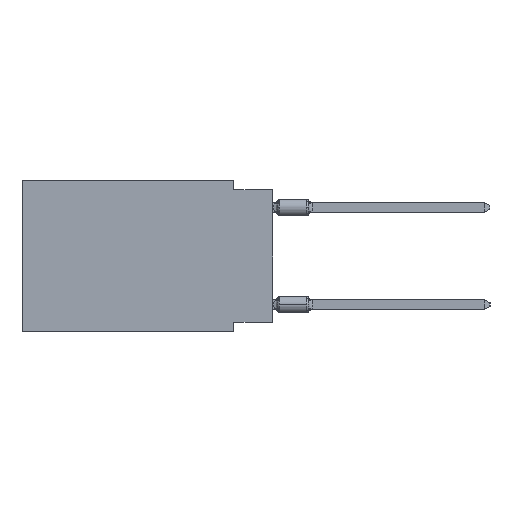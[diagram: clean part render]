
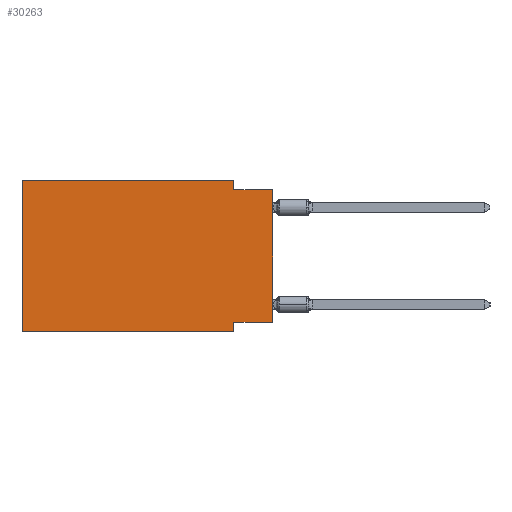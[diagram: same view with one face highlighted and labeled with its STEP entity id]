
A CAD part, left-side view. The second image highlights one B-rep face of the part: STEP entity #30263.
In plain terms, the highlighted planar face has unit normal (-1, 0, 0).
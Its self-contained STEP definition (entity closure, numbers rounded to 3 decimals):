
#326 = EDGE_CURVE ( 'NONE', #16550, #24972, #49818, .T. ) ;
#348 = ORIENTED_EDGE ( 'NONE', *, *, #45340, .F. ) ;
#1186 = CARTESIAN_POINT ( 'NONE',  ( 0., 2.54, 0. ) ) ;
#2610 = DIRECTION ( 'NONE',  ( 0., 0., -1. ) ) ;
#3008 = DIRECTION ( 'NONE',  ( 1., 0., 0. ) ) ;
#3834 = CARTESIAN_POINT ( 'NONE',  ( 0., 0., 0. ) ) ;
#4512 = CARTESIAN_POINT ( 'NONE',  ( 0., 2.54, 0. ) ) ;
#5994 = VECTOR ( 'NONE', #11053, 1000. ) ;
#6086 = CARTESIAN_POINT ( 'NONE',  ( 0., 16.383, 0. ) ) ;
#6116 = DIRECTION ( 'NONE',  ( 0., -1., 0. ) ) ;
#6668 = CARTESIAN_POINT ( 'NONE',  ( 0., 0., -9.271 ) ) ;
#6969 = CARTESIAN_POINT ( 'NONE',  ( 0., 2.54, -9.906 ) ) ;
#7116 = PLANE ( 'NONE',  #32496 ) ;
#7123 = VECTOR ( 'NONE', #31629, 1000. ) ;
#8016 = VECTOR ( 'NONE', #23123, 1000. ) ;
#10835 = LINE ( 'NONE', #6969, #26640 ) ;
#11053 = DIRECTION ( 'NONE',  ( 0., 1., 0. ) ) ;
#11319 = LINE ( 'NONE', #3834, #8016 ) ;
#12056 = ORIENTED_EDGE ( 'NONE', *, *, #28138, .F. ) ;
#12070 = VERTEX_POINT ( 'NONE', #40237 ) ;
#12079 = LINE ( 'NONE', #35982, #7123 ) ;
#14348 = VERTEX_POINT ( 'NONE', #48641 ) ;
#14826 = DIRECTION ( 'NONE',  ( 0., 0., -1. ) ) ;
#16394 = EDGE_CURVE ( 'NONE', #41213, #16550, #39502, .T. ) ;
#16550 = VERTEX_POINT ( 'NONE', #29991 ) ;
#17220 = DIRECTION ( 'NONE',  ( 0., -1., 0. ) ) ;
#18707 = CARTESIAN_POINT ( 'NONE',  ( 0., 2.54, -9.271 ) ) ;
#18791 = ORIENTED_EDGE ( 'NONE', *, *, #18940, .F. ) ;
#18940 = EDGE_CURVE ( 'NONE', #14348, #12070, #12079, .T. ) ;
#19513 = CARTESIAN_POINT ( 'NONE',  ( 0., 0., -9.271 ) ) ;
#21505 = VERTEX_POINT ( 'NONE', #18707 ) ;
#21835 = VECTOR ( 'NONE', #40014, 1000. ) ;
#23028 = ORIENTED_EDGE ( 'NONE', *, *, #35224, .F. ) ;
#23123 = DIRECTION ( 'NONE',  ( 0., 0., 1. ) ) ;
#23680 = EDGE_LOOP ( 'NONE', ( #49748, #18791, #23028, #50211, #33008, #39744, #12056, #348 ) ) ;
#24972 = VERTEX_POINT ( 'NONE', #4512 ) ;
#25136 = CARTESIAN_POINT ( 'NONE',  ( 0., 2.54, -9.906 ) ) ;
#25653 = CARTESIAN_POINT ( 'NONE',  ( 0., 16.383, 0. ) ) ;
#26640 = VECTOR ( 'NONE', #2610, 1000. ) ;
#27942 = CARTESIAN_POINT ( 'NONE',  ( 0., 16.383, 0. ) ) ;
#28138 = EDGE_CURVE ( 'NONE', #21505, #45585, #10835, .T. ) ;
#29432 = VECTOR ( 'NONE', #44377, 1000. ) ;
#29659 = VECTOR ( 'NONE', #17220, 1000. ) ;
#29811 = VERTEX_POINT ( 'NONE', #6668 ) ;
#29991 = CARTESIAN_POINT ( 'NONE',  ( 0., 16.383, 0. ) ) ;
#30263 = ADVANCED_FACE ( 'NONE', ( #38209 ), #7116, .F. ) ;
#30784 = CARTESIAN_POINT ( 'NONE',  ( 0., 16.383, -9.906 ) ) ;
#31629 = DIRECTION ( 'NONE',  ( 0., -1., 0. ) ) ;
#32496 = AXIS2_PLACEMENT_3D ( 'NONE', #6086, #3008, #14826 ) ;
#33008 = ORIENTED_EDGE ( 'NONE', *, *, #16394, .F. ) ;
#33432 = EDGE_CURVE ( 'NONE', #29811, #12070, #11319, .T. ) ;
#35224 = EDGE_CURVE ( 'NONE', #24972, #14348, #36927, .T. ) ;
#35982 = CARTESIAN_POINT ( 'NONE',  ( 0., 0., -0.635 ) ) ;
#36927 = LINE ( 'NONE', #1186, #29432 ) ;
#38209 = FACE_OUTER_BOUND ( 'NONE', #23680, .T. ) ;
#38301 = LINE ( 'NONE', #19513, #5994 ) ;
#39502 = LINE ( 'NONE', #27942, #21835 ) ;
#39744 = ORIENTED_EDGE ( 'NONE', *, *, #40606, .T. ) ;
#40014 = DIRECTION ( 'NONE',  ( 0., 0., 1. ) ) ;
#40237 = CARTESIAN_POINT ( 'NONE',  ( 0., 0., -0.635 ) ) ;
#40606 = EDGE_CURVE ( 'NONE', #41213, #45585, #48832, .T. ) ;
#40887 = VECTOR ( 'NONE', #6116, 1000. ) ;
#41213 = VERTEX_POINT ( 'NONE', #30784 ) ;
#44377 = DIRECTION ( 'NONE',  ( 0., 0., -1. ) ) ;
#44986 = CARTESIAN_POINT ( 'NONE',  ( 0., 16.383, -9.906 ) ) ;
#45340 = EDGE_CURVE ( 'NONE', #29811, #21505, #38301, .T. ) ;
#45585 = VERTEX_POINT ( 'NONE', #25136 ) ;
#48641 = CARTESIAN_POINT ( 'NONE',  ( 0., 2.54, -0.635 ) ) ;
#48832 = LINE ( 'NONE', #44986, #29659 ) ;
#49748 = ORIENTED_EDGE ( 'NONE', *, *, #33432, .T. ) ;
#49818 = LINE ( 'NONE', #25653, #40887 ) ;
#50211 = ORIENTED_EDGE ( 'NONE', *, *, #326, .F. ) ;
